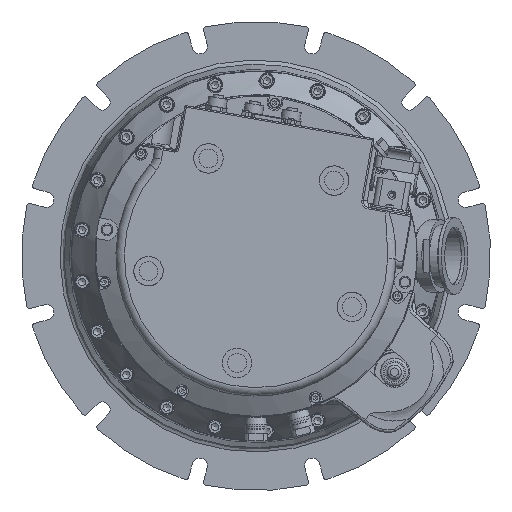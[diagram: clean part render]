
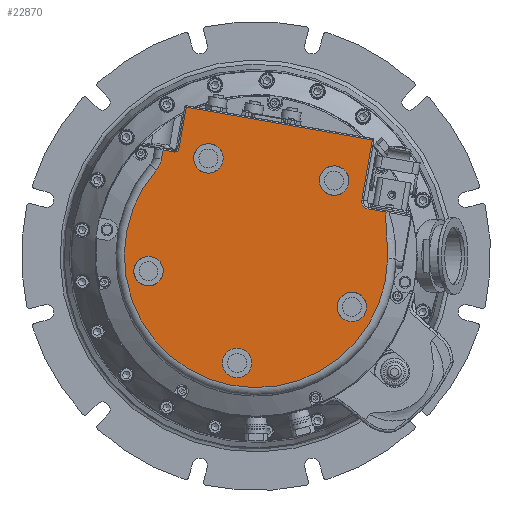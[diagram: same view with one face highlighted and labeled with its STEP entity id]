
A CAD part, front view. The second image highlights one B-rep face of the part: STEP entity #22870.
In plain terms, the highlighted planar face has unit normal (0, -1, 0).
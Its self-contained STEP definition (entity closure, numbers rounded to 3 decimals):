
#17449=CARTESIAN_POINT('',(83.145,-155.,82.82));
#17450=VERTEX_POINT('',#17449);
#17476=CARTESIAN_POINT('',(-49.804,-155.,106.263));
#17477=VERTEX_POINT('',#17476);
#17485=CARTESIAN_POINT('',(83.145,-155.,82.82));
#17486=DIRECTION('',(-0.985,0.,0.174));
#17487=VECTOR('',#17486,135.);
#17488=LINE('',#17485,#17487);
#17489=EDGE_CURVE('',#17450,#17477,#17488,.T.);
#18337=CARTESIAN_POINT('',(-66.368,-155.,75.674));
#18338=VERTEX_POINT('',#18337);
#18381=CARTESIAN_POINT('',(-67.531,-155.,69.077));
#18382=VERTEX_POINT('',#18381);
#18390=CARTESIAN_POINT('',(-66.368,-155.,75.674));
#18391=DIRECTION('',(-0.174,0.0,-0.985));
#18392=VECTOR('',#18391,6.699);
#18393=LINE('',#18390,#18392);
#18394=EDGE_CURVE('',#18338,#18382,#18393,.T.);
#18413=CARTESIAN_POINT('',(-71.173,-155.,61.403));
#18414=VERTEX_POINT('',#18413);
#18422=CARTESIAN_POINT('',(-83.288,-155.,71.855));
#18423=DIRECTION('',(0.,1.,0.));
#18424=DIRECTION('',(-0.985,0.,0.174));
#18425=AXIS2_PLACEMENT_3D('',#18422,#18423,#18424);
#18426=CIRCLE('',#18425,16.0);
#18427=EDGE_CURVE('',#18382,#18414,#18426,.T.);
#18447=CARTESIAN_POINT('',(93.978,-155.,-2.033));
#18448=VERTEX_POINT('',#18447);
#18456=CARTESIAN_POINT('',(0.,-155.,0.));
#18457=DIRECTION('',(0.,-1.0,0.));
#18458=DIRECTION('',(-0.985,0.,0.174));
#18459=AXIS2_PLACEMENT_3D('',#18456,#18457,#18458);
#18460=CIRCLE('',#18459,94.);
#18461=EDGE_CURVE('',#18414,#18448,#18460,.T.);
#18524=CARTESIAN_POINT('',(92.924,-155.0,31.34));
#18525=VERTEX_POINT('',#18524);
#18538=CARTESIAN_POINT('',(93.978,-155.,-2.033));
#18539=CARTESIAN_POINT('',(94.099,-155.,3.552));
#18540=CARTESIAN_POINT('',(93.753,-155.,9.128));
#18541=CARTESIAN_POINT('',(93.036,-155.0,17.466));
#18542=CARTESIAN_POINT('',(92.762,-155.0,20.244));
#18543=CARTESIAN_POINT('',(92.493,-155.0,24.419));
#18544=CARTESIAN_POINT('',(92.427,-155.0,25.815));
#18545=CARTESIAN_POINT('',(92.455,-155.0,28.593));
#18546=CARTESIAN_POINT('',(92.503,-155.0,29.98));
#18547=CARTESIAN_POINT('',(92.924,-155.0,31.34));
#18548=B_SPLINE_CURVE_WITH_KNOTS('',3,(#18538,#18539,#18540,#18541,#18542,#18543,#18544,#18545,#18546,#18547),.UNSPECIFIED.,.F.,.U.,(4,2,2,2,4),(0.0,0.5,0.75,0.875,1.0),.UNSPECIFIED.);
#18549=EDGE_CURVE('',#18448,#18525,#18548,.T.);
#18616=CARTESIAN_POINT('',(-58.489,-155.,74.285));
#18617=VERTEX_POINT('',#18616);
#18618=CARTESIAN_POINT('',(-58.489,-155.,74.285));
#18619=DIRECTION('',(-0.985,0.0,0.174));
#18620=VECTOR('',#18619,8.0);
#18621=LINE('',#18618,#18620);
#18622=EDGE_CURVE('',#18617,#18338,#18621,.T.);
#18639=CARTESIAN_POINT('',(-55.014,-155.,76.719));
#18640=VERTEX_POINT('',#18639);
#18658=CARTESIAN_POINT('',(-57.968,-155.,77.24));
#18659=DIRECTION('',(0.,1.,0.));
#18660=DIRECTION('',(-0.985,0.,0.174));
#18661=AXIS2_PLACEMENT_3D('',#18658,#18659,#18660);
#18662=CIRCLE('',#18661,3.0);
#18663=EDGE_CURVE('',#18640,#18617,#18662,.T.);
#18673=CARTESIAN_POINT('',(-49.804,-155.,106.263));
#18674=DIRECTION('',(-0.174,0.,-0.985));
#18675=VECTOR('',#18674,30.);
#18676=LINE('',#18673,#18675);
#18677=EDGE_CURVE('',#17477,#18640,#18676,.T.);
#19472=CARTESIAN_POINT('',(-87.086,-155.,-8.963));
#19473=VERTEX_POINT('',#19472);
#19474=CARTESIAN_POINT('',(-76.746,-155.,-10.786));
#19475=DIRECTION('',(0.,-1.0,0.));
#19476=DIRECTION('',(-0.985,0.,0.174));
#19477=AXIS2_PLACEMENT_3D('',#19474,#19475,#19476);
#19478=CIRCLE('',#19477,10.5);
#19479=EDGE_CURVE('',#19473,#19473,#19478,.T.);
#19512=CARTESIAN_POINT('',(-44.314,-155.,71.48));
#19513=VERTEX_POINT('',#19512);
#19514=CARTESIAN_POINT('',(-33.974,-155.,69.657));
#19515=DIRECTION('',(0.,-1.0,0.));
#19516=DIRECTION('',(-0.985,0.,0.174));
#19517=AXIS2_PLACEMENT_3D('',#19514,#19515,#19516);
#19518=CIRCLE('',#19517,10.5);
#19519=EDGE_CURVE('',#19513,#19513,#19518,.T.);
#19552=CARTESIAN_POINT('',(45.408,-155.,55.659));
#19553=VERTEX_POINT('',#19552);
#19554=CARTESIAN_POINT('',(55.749,-155.,53.836));
#19555=DIRECTION('',(0.,-1.0,0.));
#19556=DIRECTION('',(-0.985,0.,0.174));
#19557=AXIS2_PLACEMENT_3D('',#19554,#19555,#19556);
#19558=CIRCLE('',#19557,10.5);
#19559=EDGE_CURVE('',#19553,#19553,#19558,.T.);
#19592=CARTESIAN_POINT('',(58.088,-155.,-34.561));
#19593=VERTEX_POINT('',#19592);
#19594=CARTESIAN_POINT('',(68.428,-155.,-36.384));
#19595=DIRECTION('',(0.,-1.0,0.));
#19596=DIRECTION('',(-0.985,0.,0.174));
#19597=AXIS2_PLACEMENT_3D('',#19594,#19595,#19596);
#19598=CIRCLE('',#19597,10.5);
#19599=EDGE_CURVE('',#19593,#19593,#19598,.T.);
#19669=CARTESIAN_POINT('',(-23.798,-155.,-74.499));
#19670=VERTEX_POINT('',#19669);
#19671=CARTESIAN_POINT('',(-13.458,-155.,-76.323));
#19672=DIRECTION('',(0.,-1.0,0.));
#19673=DIRECTION('',(-0.985,0.,0.174));
#19674=AXIS2_PLACEMENT_3D('',#19671,#19672,#19673);
#19675=CIRCLE('',#19674,10.5);
#19676=EDGE_CURVE('',#19670,#19670,#19675,.T.);
#21609=CARTESIAN_POINT('',(75.591,-155.,39.981));
#21610=VERTEX_POINT('',#21609);
#21611=CARTESIAN_POINT('',(75.591,-155.,39.981));
#21612=DIRECTION('',(0.174,0.,0.985));
#21613=VECTOR('',#21612,43.5);
#21614=LINE('',#21611,#21613);
#21615=EDGE_CURVE('',#21610,#17450,#21614,.T.);
#21632=CARTESIAN_POINT('',(80.052,-155.0,33.61));
#21633=VERTEX_POINT('',#21632);
#21651=CARTESIAN_POINT('',(81.007,-155.,39.026));
#21652=DIRECTION('',(0.,1.,0.));
#21653=DIRECTION('',(-0.985,0.,0.174));
#21654=AXIS2_PLACEMENT_3D('',#21651,#21652,#21653);
#21655=CIRCLE('',#21654,5.5);
#21656=EDGE_CURVE('',#21633,#21610,#21655,.T.);
#21666=CARTESIAN_POINT('',(92.924,-155.0,31.34));
#21667=DIRECTION('',(-0.985,0.0,0.174));
#21668=VECTOR('',#21667,13.07);
#21669=LINE('',#21666,#21668);
#21670=EDGE_CURVE('',#18525,#21633,#21669,.T.);
#22837=CARTESIAN_POINT('',(-50.615,-155.,107.421));
#22838=DIRECTION('',(0.0,-1.0,0.0));
#22839=DIRECTION('',(0.0,0.0,-1.0));
#22840=AXIS2_PLACEMENT_3D('',#22837,#22838,#22839);
#22841=PLANE('',#22840);
#22842=ORIENTED_EDGE('',*,*,#21615,.T.);
#22843=ORIENTED_EDGE('',*,*,#17489,.T.);
#22844=ORIENTED_EDGE('',*,*,#18677,.T.);
#22845=ORIENTED_EDGE('',*,*,#18663,.T.);
#22846=ORIENTED_EDGE('',*,*,#18622,.T.);
#22847=ORIENTED_EDGE('',*,*,#18394,.T.);
#22848=ORIENTED_EDGE('',*,*,#18427,.T.);
#22849=ORIENTED_EDGE('',*,*,#18461,.T.);
#22850=ORIENTED_EDGE('',*,*,#18549,.T.);
#22851=ORIENTED_EDGE('',*,*,#21670,.T.);
#22852=ORIENTED_EDGE('',*,*,#21656,.T.);
#22853=EDGE_LOOP('',(#22842,#22843,#22844,#22845,#22846,#22847,#22848,#22849,#22850,#22851,#22852));
#22854=FACE_OUTER_BOUND('',#22853,.T.);
#22855=ORIENTED_EDGE('',*,*,#19479,.F.);
#22856=EDGE_LOOP('',(#22855));
#22857=FACE_BOUND('',#22856,.T.);
#22858=ORIENTED_EDGE('',*,*,#19519,.F.);
#22859=EDGE_LOOP('',(#22858));
#22860=FACE_BOUND('',#22859,.T.);
#22861=ORIENTED_EDGE('',*,*,#19559,.F.);
#22862=EDGE_LOOP('',(#22861));
#22863=FACE_BOUND('',#22862,.T.);
#22864=ORIENTED_EDGE('',*,*,#19599,.F.);
#22865=EDGE_LOOP('',(#22864));
#22866=FACE_BOUND('',#22865,.T.);
#22867=ORIENTED_EDGE('',*,*,#19676,.F.);
#22868=EDGE_LOOP('',(#22867));
#22869=FACE_BOUND('',#22868,.T.);
#22870=ADVANCED_FACE('',(#22854,#22857,#22860,#22863,#22866,#22869),#22841,.T.);
